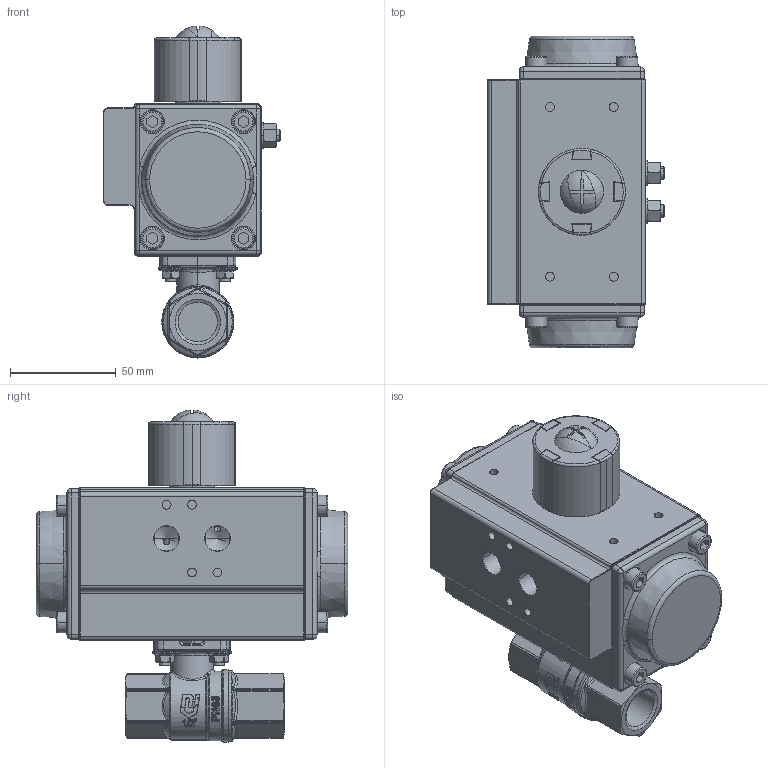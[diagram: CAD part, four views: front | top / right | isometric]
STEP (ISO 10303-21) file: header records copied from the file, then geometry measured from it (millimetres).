
FILE_DESCRIPTION(('HOOPS Exchange Step'),'2;1');
FILE_NAME('PK0101_DN15.stp','2025-03-25T09:04:42+01:00',('nieru'),('Unknown organisation'),'HOOPS Exchange 2024.2','HOOPS Exchange','Unknown authorisation');
FILE_SCHEMA( ('AP203_CONFIGURATION_CONTROLLED_3D_DESIGN_OF_MECHANICAL_PARTS_AND_ASSEMBLIES_MIM_LF') );
Length unit declared in the file: millimetre
Products named in the file (5): 0; root
Assembly tree (4 placements, depth 3):
  root
    0
      0
      0
      0
Bounding box: 83.5 x 147 x 156.65 mm (x, y, z)
Volume: 483815.2 mm3; surface area: 126022.7 mm2
Topology: 34 solids, 34 shells, 2545 faces, 6072 edges, 3599 vertices
Faces by surface type: bspline 1147, cylinder 541, plane 510, torus 203, cone 106, sphere 38
Full cylindrical faces by diameter (mm): 5 x9, 18.631 x2
Entity records: 162511 total; most frequent: CARTESIAN_POINT 110499, ORIENTED_EDGE 12006, DIRECTION 8478, EDGE_CURVE 6003, VERTEX_POINT 3601, AXIS2_PLACEMENT_3D 3403, EDGE_LOOP 2684, FACE_BOUND 2684
